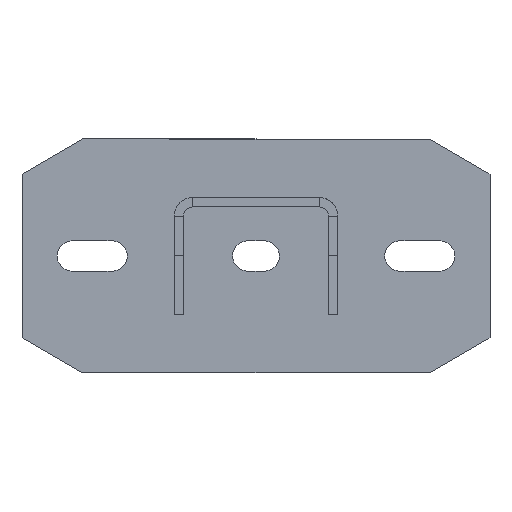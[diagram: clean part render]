
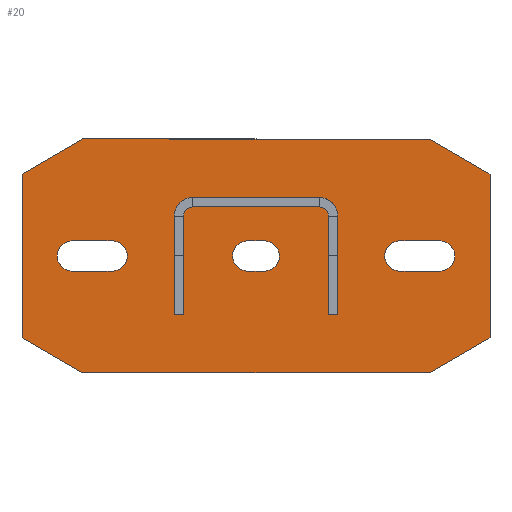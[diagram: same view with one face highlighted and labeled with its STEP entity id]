
A CAD part, front view. The second image highlights one B-rep face of the part: STEP entity #20.
In plain terms, the highlighted planar face has unit normal (0, -1, 0).
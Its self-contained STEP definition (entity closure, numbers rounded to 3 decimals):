
#20=ADVANCED_FACE('',(#1120,#814,#815,#816),#14454,.T.);
#814=FACE_BOUND('',#1915,.T.);
#815=FACE_BOUND('',#1916,.T.);
#816=FACE_BOUND('',#1917,.T.);
#1120=FACE_OUTER_BOUND('',#1914,.T.);
#1914=EDGE_LOOP('',(#3014,#3015,#3016,#3017,#3018,#3019,#3020,#3021));
#1915=EDGE_LOOP('',(#3022,#3023,#3024,#3025));
#1916=EDGE_LOOP('',(#3026,#3027,#3028,#3029));
#1917=EDGE_LOOP('',(#3030,#3031,#3032,#3033));
#3014=ORIENTED_EDGE('',*,*,#7728,.F.);
#3015=ORIENTED_EDGE('',*,*,#7754,.F.);
#3016=ORIENTED_EDGE('',*,*,#7729,.F.);
#3017=ORIENTED_EDGE('',*,*,#7749,.F.);
#3018=ORIENTED_EDGE('',*,*,#7730,.F.);
#3019=ORIENTED_EDGE('',*,*,#7744,.F.);
#3020=ORIENTED_EDGE('',*,*,#7731,.F.);
#3021=ORIENTED_EDGE('',*,*,#7739,.F.);
#3022=ORIENTED_EDGE('',*,*,#7722,.F.);
#3023=ORIENTED_EDGE('',*,*,#7775,.F.);
#3024=ORIENTED_EDGE('',*,*,#7723,.F.);
#3025=ORIENTED_EDGE('',*,*,#7735,.F.);
#3026=ORIENTED_EDGE('',*,*,#7724,.F.);
#3027=ORIENTED_EDGE('',*,*,#7733,.F.);
#3028=ORIENTED_EDGE('',*,*,#7725,.F.);
#3029=ORIENTED_EDGE('',*,*,#7734,.F.);
#3030=ORIENTED_EDGE('',*,*,#7726,.F.);
#3031=ORIENTED_EDGE('',*,*,#7763,.F.);
#3032=ORIENTED_EDGE('',*,*,#7727,.F.);
#3033=ORIENTED_EDGE('',*,*,#7732,.F.);
#7722=EDGE_CURVE('',#12430,#12431,#10996,.T.);
#7723=EDGE_CURVE('',#12433,#12432,#10997,.T.);
#7724=EDGE_CURVE('',#12434,#12435,#10998,.T.);
#7725=EDGE_CURVE('',#12437,#12436,#10999,.T.);
#7726=EDGE_CURVE('',#12438,#12439,#11000,.T.);
#7727=EDGE_CURVE('',#12441,#12440,#11001,.T.);
#7728=EDGE_CURVE('',#12442,#12443,#11002,.T.);
#7729=EDGE_CURVE('',#12445,#12444,#11003,.T.);
#7730=EDGE_CURVE('',#12447,#12446,#11004,.T.);
#7731=EDGE_CURVE('',#12449,#12448,#11005,.T.);
#7732=EDGE_CURVE('',#12439,#12441,#10076,.T.);
#7733=EDGE_CURVE('',#12436,#12434,#10077,.T.);
#7734=EDGE_CURVE('',#12435,#12437,#10078,.T.);
#7735=EDGE_CURVE('',#12431,#12433,#10079,.T.);
#7739=EDGE_CURVE('',#12443,#12449,#11009,.T.);
#7744=EDGE_CURVE('',#12448,#12447,#11014,.T.);
#7749=EDGE_CURVE('',#12446,#12445,#11019,.T.);
#7754=EDGE_CURVE('',#12444,#12442,#11024,.T.);
#7763=EDGE_CURVE('',#12440,#12438,#10080,.T.);
#7775=EDGE_CURVE('',#12432,#12430,#10085,.T.);
#10076=(
BOUNDED_CURVE()
B_SPLINE_CURVE(2,(#15829,#15830,#15831,#15832,#15833),.UNSPECIFIED.,.F.,
 .F.)
B_SPLINE_CURVE_WITH_KNOTS((3,2,3),(0.,10.21,20.42),
 .UNSPECIFIED.)
CURVE()
GEOMETRIC_REPRESENTATION_ITEM()
RATIONAL_B_SPLINE_CURVE((1.,0.707,1.,0.707,1.))
REPRESENTATION_ITEM('')
);
#10077=(
BOUNDED_CURVE()
B_SPLINE_CURVE(2,(#15834,#15835,#15836,#15837,#15838),.UNSPECIFIED.,.F.,
 .F.)
B_SPLINE_CURVE_WITH_KNOTS((3,2,3),(0.,10.21,20.42),
 .UNSPECIFIED.)
CURVE()
GEOMETRIC_REPRESENTATION_ITEM()
RATIONAL_B_SPLINE_CURVE((1.,0.707,1.,0.707,1.))
REPRESENTATION_ITEM('')
);
#10078=(
BOUNDED_CURVE()
B_SPLINE_CURVE(2,(#15839,#15840,#15841,#15842,#15843),.UNSPECIFIED.,.F.,
 .F.)
B_SPLINE_CURVE_WITH_KNOTS((3,2,3),(0.,10.21,20.42),
 .UNSPECIFIED.)
CURVE()
GEOMETRIC_REPRESENTATION_ITEM()
RATIONAL_B_SPLINE_CURVE((1.,0.707,1.,0.707,1.))
REPRESENTATION_ITEM('')
);
#10079=(
BOUNDED_CURVE()
B_SPLINE_CURVE(2,(#15844,#15845,#15846,#15847,#15848),.UNSPECIFIED.,.F.,
 .F.)
B_SPLINE_CURVE_WITH_KNOTS((3,2,3),(0.,10.21,20.42),
 .UNSPECIFIED.)
CURVE()
GEOMETRIC_REPRESENTATION_ITEM()
RATIONAL_B_SPLINE_CURVE((1.,0.707,1.,0.707,1.))
REPRESENTATION_ITEM('')
);
#10080=(
BOUNDED_CURVE()
B_SPLINE_CURVE(2,(#15903,#15904,#15905,#15906,#15907),.UNSPECIFIED.,.F.,
 .F.)
B_SPLINE_CURVE_WITH_KNOTS((3,2,3),(0.,10.21,20.42),
 .UNSPECIFIED.)
CURVE()
GEOMETRIC_REPRESENTATION_ITEM()
RATIONAL_B_SPLINE_CURVE((1.,0.707,1.,0.707,1.))
REPRESENTATION_ITEM('')
);
#10085=(
BOUNDED_CURVE()
B_SPLINE_CURVE(2,(#15942,#15943,#15944,#15945,#15946),.UNSPECIFIED.,.F.,
 .F.)
B_SPLINE_CURVE_WITH_KNOTS((3,2,3),(0.,10.21,20.42),
 .UNSPECIFIED.)
CURVE()
GEOMETRIC_REPRESENTATION_ITEM()
RATIONAL_B_SPLINE_CURVE((1.,0.707,1.,0.707,1.))
REPRESENTATION_ITEM('')
);
#10996=B_SPLINE_CURVE_WITH_KNOTS('',1,(#15809,#15810),.UNSPECIFIED.,.F.,
 .F.,(2,2),(0.,17.),.UNSPECIFIED.);
#10997=B_SPLINE_CURVE_WITH_KNOTS('',1,(#15811,#15812),.UNSPECIFIED.,.F.,
 .F.,(2,2),(0.,17.),.UNSPECIFIED.);
#10998=B_SPLINE_CURVE_WITH_KNOTS('',1,(#15813,#15814),.UNSPECIFIED.,.F.,
 .F.,(2,2),(0.,7.),.UNSPECIFIED.);
#10999=B_SPLINE_CURVE_WITH_KNOTS('',1,(#15815,#15816),.UNSPECIFIED.,.F.,
 .F.,(2,2),(0.,7.),.UNSPECIFIED.);
#11000=B_SPLINE_CURVE_WITH_KNOTS('',1,(#15817,#15818),.UNSPECIFIED.,.F.,
 .F.,(2,2),(0.,17.),.UNSPECIFIED.);
#11001=B_SPLINE_CURVE_WITH_KNOTS('',1,(#15819,#15820),.UNSPECIFIED.,.F.,
 .F.,(2,2),(0.,17.),.UNSPECIFIED.);
#11002=B_SPLINE_CURVE_WITH_KNOTS('',1,(#15821,#15822),.UNSPECIFIED.,.F.,
 .F.,(2,2),(-148.038,0.),.UNSPECIFIED.);
#11003=B_SPLINE_CURVE_WITH_KNOTS('',1,(#15823,#15824),.UNSPECIFIED.,.F.,
 .F.,(2,2),(-70.,0.),.UNSPECIFIED.);
#11004=B_SPLINE_CURVE_WITH_KNOTS('',1,(#15825,#15826),.UNSPECIFIED.,.F.,
 .F.,(2,2),(-148.038,0.),.UNSPECIFIED.);
#11005=B_SPLINE_CURVE_WITH_KNOTS('',1,(#15827,#15828),.UNSPECIFIED.,.F.,
 .F.,(2,2),(-70.,0.),.UNSPECIFIED.);
#11009=B_SPLINE_CURVE_WITH_KNOTS('',1,(#15855,#15856),.UNSPECIFIED.,.F.,
 .F.,(2,2),(-30.,0.),.UNSPECIFIED.);
#11014=B_SPLINE_CURVE_WITH_KNOTS('',1,(#15865,#15866),.UNSPECIFIED.,.F.,
 .F.,(2,2),(-30.,0.),.UNSPECIFIED.);
#11019=B_SPLINE_CURVE_WITH_KNOTS('',1,(#15875,#15876),.UNSPECIFIED.,.F.,
 .F.,(2,2),(-30.,0.),.UNSPECIFIED.);
#11024=B_SPLINE_CURVE_WITH_KNOTS('',1,(#15885,#15886),.UNSPECIFIED.,.F.,
 .F.,(2,2),(-30.,0.),.UNSPECIFIED.);
#12430=VERTEX_POINT('',#15769);
#12431=VERTEX_POINT('',#15770);
#12432=VERTEX_POINT('',#15771);
#12433=VERTEX_POINT('',#15772);
#12434=VERTEX_POINT('',#15773);
#12435=VERTEX_POINT('',#15774);
#12436=VERTEX_POINT('',#15775);
#12437=VERTEX_POINT('',#15776);
#12438=VERTEX_POINT('',#15777);
#12439=VERTEX_POINT('',#15778);
#12440=VERTEX_POINT('',#15779);
#12441=VERTEX_POINT('',#15780);
#12442=VERTEX_POINT('',#15781);
#12443=VERTEX_POINT('',#15782);
#12444=VERTEX_POINT('',#15783);
#12445=VERTEX_POINT('',#15784);
#12446=VERTEX_POINT('',#15785);
#12447=VERTEX_POINT('',#15786);
#12448=VERTEX_POINT('',#15787);
#12449=VERTEX_POINT('',#15788);
#14454=PLANE('',#14965);
#14965=AXIS2_PLACEMENT_3D('',#15645,#15305,$);
#15305=DIRECTION('',(0.,-1.,0.));
#15645=CARTESIAN_POINT('',(-120.001,-6.5,-110.001));
#15769=CARTESIAN_POINT('',(61.5,-6.5,-56.5));
#15770=CARTESIAN_POINT('',(78.5,-6.5,-56.5));
#15771=CARTESIAN_POINT('',(61.5,-6.5,-43.5));
#15772=CARTESIAN_POINT('',(78.5,-6.5,-43.5));
#15773=CARTESIAN_POINT('',(-3.5,-6.5,-56.5));
#15774=CARTESIAN_POINT('',(3.5,-6.5,-56.5));
#15775=CARTESIAN_POINT('',(-3.5,-6.5,-43.5));
#15776=CARTESIAN_POINT('',(3.5,-6.5,-43.5));
#15777=CARTESIAN_POINT('',(-78.5,-6.5,-56.5));
#15778=CARTESIAN_POINT('',(-61.5,-6.5,-56.5));
#15779=CARTESIAN_POINT('',(-78.5,-6.5,-43.5));
#15780=CARTESIAN_POINT('',(-61.5,-6.5,-43.5));
#15781=CARTESIAN_POINT('',(-74.019,-6.5,0.));
#15782=CARTESIAN_POINT('',(74.019,-6.5,0.));
#15783=CARTESIAN_POINT('',(-100.,-6.5,-15.));
#15784=CARTESIAN_POINT('',(-100.,-6.5,-85.));
#15785=CARTESIAN_POINT('',(-74.019,-6.5,-100.));
#15786=CARTESIAN_POINT('',(74.019,-6.5,-100.));
#15787=CARTESIAN_POINT('',(100.,-6.5,-85.));
#15788=CARTESIAN_POINT('',(100.,-6.5,-15.));
#15809=CARTESIAN_POINT('',(61.5,-6.5,-56.5));
#15810=CARTESIAN_POINT('',(78.5,-6.5,-56.5));
#15811=CARTESIAN_POINT('',(78.5,-6.5,-43.5));
#15812=CARTESIAN_POINT('',(61.5,-6.5,-43.5));
#15813=CARTESIAN_POINT('',(-3.5,-6.5,-56.5));
#15814=CARTESIAN_POINT('',(3.5,-6.5,-56.5));
#15815=CARTESIAN_POINT('',(3.5,-6.5,-43.5));
#15816=CARTESIAN_POINT('',(-3.5,-6.5,-43.5));
#15817=CARTESIAN_POINT('',(-78.5,-6.5,-56.5));
#15818=CARTESIAN_POINT('',(-61.5,-6.5,-56.5));
#15819=CARTESIAN_POINT('',(-61.5,-6.5,-43.5));
#15820=CARTESIAN_POINT('',(-78.5,-6.5,-43.5));
#15821=CARTESIAN_POINT('',(-74.019,-6.5,0.));
#15822=CARTESIAN_POINT('',(74.019,-6.5,0.));
#15823=CARTESIAN_POINT('',(-100.,-6.5,-85.));
#15824=CARTESIAN_POINT('',(-100.,-6.5,-15.));
#15825=CARTESIAN_POINT('',(74.019,-6.5,-100.));
#15826=CARTESIAN_POINT('',(-74.019,-6.5,-100.));
#15827=CARTESIAN_POINT('',(100.,-6.5,-15.));
#15828=CARTESIAN_POINT('',(100.,-6.5,-85.));
#15829=CARTESIAN_POINT('',(-61.5,-6.5,-56.5));
#15830=CARTESIAN_POINT('',(-55.,-6.5,-56.5));
#15831=CARTESIAN_POINT('',(-55.,-6.5,-50.));
#15832=CARTESIAN_POINT('',(-55.,-6.5,-43.5));
#15833=CARTESIAN_POINT('',(-61.5,-6.5,-43.5));
#15834=CARTESIAN_POINT('',(-3.5,-6.5,-43.5));
#15835=CARTESIAN_POINT('',(-10.,-6.5,-43.5));
#15836=CARTESIAN_POINT('',(-10.,-6.5,-50.));
#15837=CARTESIAN_POINT('',(-10.,-6.5,-56.5));
#15838=CARTESIAN_POINT('',(-3.5,-6.5,-56.5));
#15839=CARTESIAN_POINT('',(3.5,-6.5,-56.5));
#15840=CARTESIAN_POINT('',(10.,-6.5,-56.5));
#15841=CARTESIAN_POINT('',(10.,-6.5,-50.));
#15842=CARTESIAN_POINT('',(10.,-6.5,-43.5));
#15843=CARTESIAN_POINT('',(3.5,-6.5,-43.5));
#15844=CARTESIAN_POINT('',(78.5,-6.5,-56.5));
#15845=CARTESIAN_POINT('',(85.,-6.5,-56.5));
#15846=CARTESIAN_POINT('',(85.,-6.5,-50.));
#15847=CARTESIAN_POINT('',(85.,-6.5,-43.5));
#15848=CARTESIAN_POINT('',(78.5,-6.5,-43.5));
#15855=CARTESIAN_POINT('',(74.019,-6.5,0.));
#15856=CARTESIAN_POINT('',(100.,-6.5,-15.));
#15865=CARTESIAN_POINT('',(100.,-6.5,-85.));
#15866=CARTESIAN_POINT('',(74.019,-6.5,-100.));
#15875=CARTESIAN_POINT('',(-74.019,-6.5,-100.));
#15876=CARTESIAN_POINT('',(-100.,-6.5,-85.));
#15885=CARTESIAN_POINT('',(-100.,-6.5,-15.));
#15886=CARTESIAN_POINT('',(-74.019,-6.5,0.));
#15903=CARTESIAN_POINT('',(-78.5,-6.5,-43.5));
#15904=CARTESIAN_POINT('',(-85.,-6.5,-43.5));
#15905=CARTESIAN_POINT('',(-85.,-6.5,-50.));
#15906=CARTESIAN_POINT('',(-85.,-6.5,-56.5));
#15907=CARTESIAN_POINT('',(-78.5,-6.5,-56.5));
#15942=CARTESIAN_POINT('',(61.5,-6.5,-43.5));
#15943=CARTESIAN_POINT('',(55.,-6.5,-43.5));
#15944=CARTESIAN_POINT('',(55.,-6.5,-50.));
#15945=CARTESIAN_POINT('',(55.,-6.5,-56.5));
#15946=CARTESIAN_POINT('',(61.5,-6.5,-56.5));
